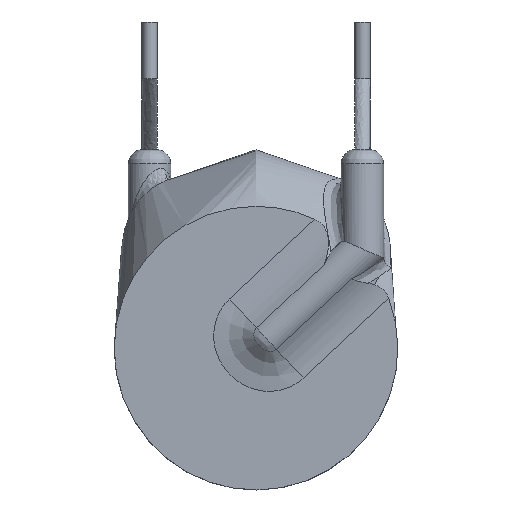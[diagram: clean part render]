
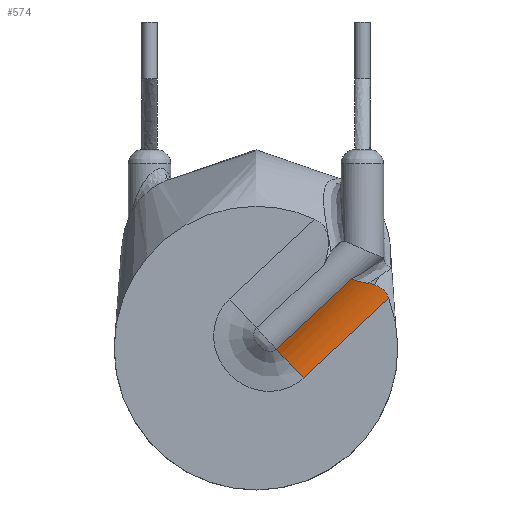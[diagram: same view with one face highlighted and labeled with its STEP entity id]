
A CAD part, front view. The second image highlights one B-rep face of the part: STEP entity #574.
In plain terms, the highlighted cylindrical face has radius 2.05 mm (diameter 4.1 mm), a partial arc.
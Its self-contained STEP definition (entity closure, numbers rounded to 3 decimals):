
#36=LINE('',#1019,#49);
#37=LINE('',#1023,#50);
#49=VECTOR('',#718,2.05);
#50=VECTOR('',#721,2.05);
#73=B_SPLINE_CURVE_WITH_KNOTS('',3,(#1010,#1011,#1012,#1013,#1014,#1015,
#1016,#1017),.UNSPECIFIED.,.F.,.F.,(4,2,2,4),(-0.069,-0.029,
0.,0.),.UNSPECIFIED.);
#74=B_SPLINE_CURVE_WITH_KNOTS('',3,(#1024,#1025,#1026,#1027,#1028,#1029,
#1030,#1031,#1032,#1033),.UNSPECIFIED.,.F.,.F.,(4,2,2,2,4),(-0.189,
-0.17,-0.148,-0.115,-0.09),
 .UNSPECIFIED.);
#114=CYLINDRICAL_SURFACE('',#635,2.05);
#131=FACE_OUTER_BOUND('',#160,.T.);
#160=EDGE_LOOP('',(#429,#430,#431,#432,#433));
#197=CIRCLE('',#636,2.05);
#236=VERTEX_POINT('',#1008);
#237=VERTEX_POINT('',#1009);
#238=VERTEX_POINT('',#1018);
#239=VERTEX_POINT('',#1020);
#240=VERTEX_POINT('',#1022);
#311=EDGE_CURVE('',#236,#237,#73,.F.);
#312=EDGE_CURVE('',#236,#238,#36,.T.);
#313=EDGE_CURVE('',#238,#239,#197,.T.);
#314=EDGE_CURVE('',#239,#240,#37,.T.);
#315=EDGE_CURVE('',#237,#240,#74,.F.);
#429=ORIENTED_EDGE('',*,*,#311,.F.);
#430=ORIENTED_EDGE('',*,*,#312,.T.);
#431=ORIENTED_EDGE('',*,*,#313,.T.);
#432=ORIENTED_EDGE('',*,*,#314,.T.);
#433=ORIENTED_EDGE('',*,*,#315,.F.);
#574=ADVANCED_FACE('',(#131),#114,.F.);
#635=AXIS2_PLACEMENT_3D('',#1007,#716,#717);
#636=AXIS2_PLACEMENT_3D('',#1021,#719,#720);
#716=DIRECTION('center_axis',(0.731,0.,0.682));
#717=DIRECTION('ref_axis',(0.,-1.,0.));
#718=DIRECTION('',(-0.731,0.,-0.682));
#719=DIRECTION('center_axis',(-0.731,0.,-0.682));
#720=DIRECTION('ref_axis',(-0.465,0.732,0.498));
#721=DIRECTION('',(0.731,0.,0.682));
#1007=CARTESIAN_POINT('Origin',(5.051,-2.05,2.106));
#1008=CARTESIAN_POINT('',(3.364,-0.549,2.441));
#1009=CARTESIAN_POINT('',(3.943,-0.204,2.29));
#1010=CARTESIAN_POINT('Ctrl Pts',(3.943,-0.204,2.29));
#1011=CARTESIAN_POINT('Ctrl Pts',(3.818,-0.25,2.305));
#1012=CARTESIAN_POINT('Ctrl Pts',(3.7,-0.307,2.33));
#1013=CARTESIAN_POINT('Ctrl Pts',(3.51,-0.428,2.386));
#1014=CARTESIAN_POINT('Ctrl Pts',(3.435,-0.485,2.412));
#1015=CARTESIAN_POINT('Ctrl Pts',(3.365,-0.548,2.441));
#1016=CARTESIAN_POINT('Ctrl Pts',(3.365,-0.549,2.441));
#1017=CARTESIAN_POINT('Ctrl Pts',(3.364,-0.549,2.441));
#1018=CARTESIAN_POINT('',(0.714,-0.549,-0.032));
#1019=CARTESIAN_POINT('',(4.099,-0.549,3.127));
#1020=CARTESIAN_POINT('',(1.667,0.,-1.053));
#1021=CARTESIAN_POINT('Origin',(1.667,-2.05,-1.053));
#1022=CARTESIAN_POINT('',(4.68,0.,1.759));
#1023=CARTESIAN_POINT('',(5.051,0.,2.106));
#1024=CARTESIAN_POINT('Ctrl Pts',(4.68,0.,1.759));
#1025=CARTESIAN_POINT('Ctrl Pts',(4.658,0.,
1.819));
#1026=CARTESIAN_POINT('Ctrl Pts',(4.63,-0.003,
1.875));
#1027=CARTESIAN_POINT('Ctrl Pts',(4.555,-0.014,
1.988));
#1028=CARTESIAN_POINT('Ctrl Pts',(4.507,-0.024,
2.041));
#1029=CARTESIAN_POINT('Ctrl Pts',(4.369,-0.059,2.156));
#1030=CARTESIAN_POINT('Ctrl Pts',(4.274,-0.088,
2.206));
#1031=CARTESIAN_POINT('Ctrl Pts',(4.098,-0.147,2.264));
#1032=CARTESIAN_POINT('Ctrl Pts',(4.021,-0.175,2.28));
#1033=CARTESIAN_POINT('Ctrl Pts',(3.943,-0.204,2.29));
